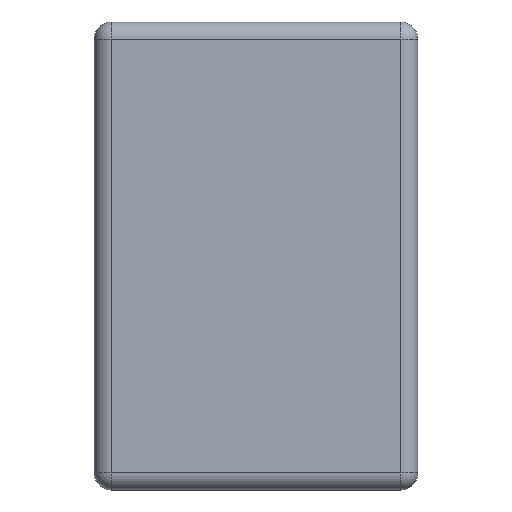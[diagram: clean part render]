
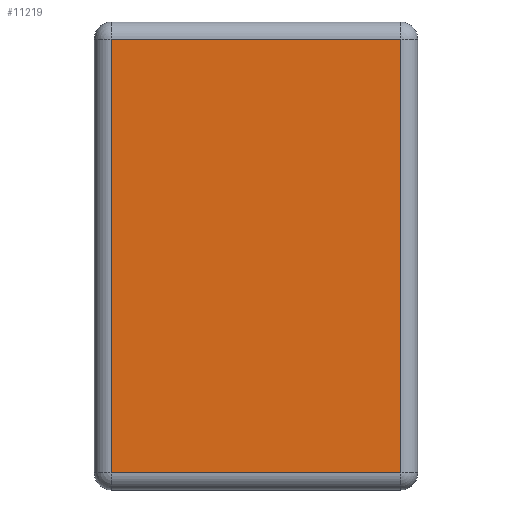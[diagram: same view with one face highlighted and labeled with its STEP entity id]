
A CAD part, front view. The second image highlights one B-rep face of the part: STEP entity #11219.
In plain terms, the highlighted planar face has unit normal (0, -1, 0).
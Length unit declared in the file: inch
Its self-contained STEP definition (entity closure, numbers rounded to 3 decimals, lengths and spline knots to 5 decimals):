
#266 = PLANE ( 'NONE',  #7634 ) ;
#1710 = EDGE_LOOP ( 'NONE', ( #3579, #23868, #10872, #15693 ) ) ;
#2010 = LINE ( 'NONE', #18755, #26150 ) ;
#2565 = LINE ( 'NONE', #23886, #10963 ) ;
#3579 = ORIENTED_EDGE ( 'NONE', *, *, #19899, .T. ) ;
#6897 = VERTEX_POINT ( 'NONE', #25204 ) ;
#7634 = AXIS2_PLACEMENT_3D ( 'NONE', #9843, #26319, #9734 ) ;
#7878 = LINE ( 'NONE', #19675, #25440 ) ;
#8212 = CARTESIAN_POINT ( 'NONE',  ( -1.33858, -1.81102, -2.00787 ) ) ;
#9734 = DIRECTION ( 'NONE',  ( 0., 0., 1. ) ) ;
#9843 = CARTESIAN_POINT ( 'NONE',  ( 0., -1.81102, 0. ) ) ;
#9864 = DIRECTION ( 'NONE',  ( 1., 0., 0. ) ) ;
#10443 = EDGE_CURVE ( 'NONE', #11480, #6897, #2565, .T. ) ;
#10872 = ORIENTED_EDGE ( 'NONE', *, *, #23291, .T. ) ;
#10963 = VECTOR ( 'NONE', #9864, 39.37008 ) ;
#11219 = ADVANCED_FACE ( 'NONE', ( #24725 ), #266, .F. ) ;
#11480 = VERTEX_POINT ( 'NONE', #8212 ) ;
#12636 = DIRECTION ( 'NONE',  ( -1., 0., 0. ) ) ;
#14514 = CARTESIAN_POINT ( 'NONE',  ( -1.33858, -1.81102, 2.00787 ) ) ;
#15156 = VECTOR ( 'NONE', #20408, 39.37008 ) ;
#15693 = ORIENTED_EDGE ( 'NONE', *, *, #10443, .T. ) ;
#16645 = LINE ( 'NONE', #18147, #15156 ) ;
#18147 = CARTESIAN_POINT ( 'NONE',  ( 1.33858, -1.81102, 2.16535 ) ) ;
#18755 = CARTESIAN_POINT ( 'NONE',  ( -1.33858, -1.81102, -2.16535 ) ) ;
#18904 = VERTEX_POINT ( 'NONE', #23507 ) ;
#19675 = CARTESIAN_POINT ( 'NONE',  ( -1.49606, -1.81102, 2.00787 ) ) ;
#19899 = EDGE_CURVE ( 'NONE', #6897, #18904, #16645, .T. ) ;
#20408 = DIRECTION ( 'NONE',  ( 0., 0., 1. ) ) ;
#21865 = VERTEX_POINT ( 'NONE', #14514 ) ;
#23291 = EDGE_CURVE ( 'NONE', #21865, #11480, #2010, .T. ) ;
#23507 = CARTESIAN_POINT ( 'NONE',  ( 1.33858, -1.81102, 2.00787 ) ) ;
#23868 = ORIENTED_EDGE ( 'NONE', *, *, #28014, .T. ) ;
#23886 = CARTESIAN_POINT ( 'NONE',  ( 1.49606, -1.81102, -2.00787 ) ) ;
#24725 = FACE_OUTER_BOUND ( 'NONE', #1710, .T. ) ;
#25204 = CARTESIAN_POINT ( 'NONE',  ( 1.33858, -1.81102, -2.00787 ) ) ;
#25440 = VECTOR ( 'NONE', #12636, 39.37008 ) ;
#25836 = DIRECTION ( 'NONE',  ( 0., 0., -1. ) ) ;
#26150 = VECTOR ( 'NONE', #25836, 39.37008 ) ;
#26319 = DIRECTION ( 'NONE',  ( 0., 1., 0. ) ) ;
#28014 = EDGE_CURVE ( 'NONE', #18904, #21865, #7878, .T. ) ;
